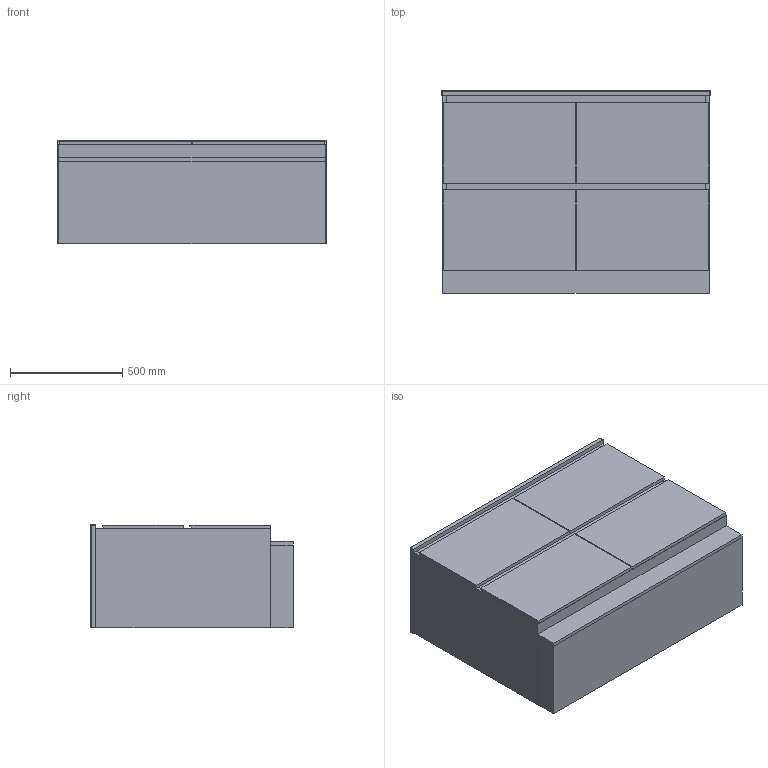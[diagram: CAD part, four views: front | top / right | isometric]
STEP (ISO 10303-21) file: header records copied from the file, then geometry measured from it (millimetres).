
FILE_DESCRIPTION (( 'STEP AP214' ), '1' );
FILE_NAME ('1200D.STEP', '2022-07-25T04:25:00', ( '' ), ( '' ), 'SwSTEP 2.0', 'SolidWorks 2021', '' );
FILE_SCHEMA (( 'AUTOMOTIVE_DESIGN' ));
Length unit declared in the file: millimetre
Products named in the file (4): Estate 1200 Double; Domaine All Drawer 1200 Double WK; Estate ALL; 1200D
Assembly tree (3 placements, depth 3):
  1200D
    Domaine All Drawer 1200 Double WK
    Estate ALL
      Estate 1200 Double
Bounding box: 1200 x 902.1 x 460 mm (x, y, z)
Volume: 124298522.2 mm3; surface area: 11030827.5 mm2
Topology: 9 solids, 9 shells, 223 faces, 535 edges, 322 vertices
Faces by surface type: plane 94, cylinder 59, bspline 38, torus 22, sphere 10
Entity records: 11886 total; most frequent: CARTESIAN_POINT 6739, ORIENTED_EDGE 1050, DIRECTION 955, EDGE_CURVE 525, AXIS2_PLACEMENT_3D 348, VERTEX_POINT 322, VECTOR 259, LINE 259
